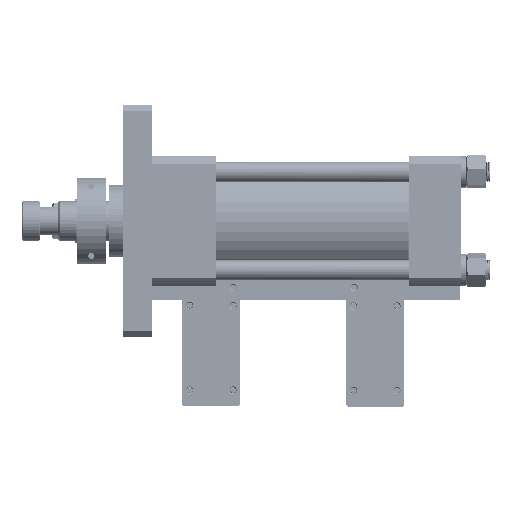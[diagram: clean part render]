
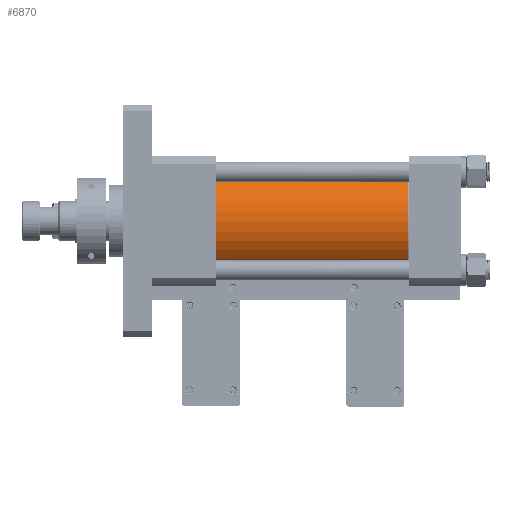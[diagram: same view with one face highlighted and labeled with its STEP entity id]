
A CAD part, front view. The second image highlights one B-rep face of the part: STEP entity #6870.
In plain terms, the highlighted cylindrical face has radius 40 mm (diameter 80 mm), a partial arc.
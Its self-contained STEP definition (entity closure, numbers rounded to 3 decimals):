
#908 = EDGE_LOOP ( 'NONE', ( #6889, #6871, #6873, #55647 ) ) ;
#6706 = VERTEX_POINT ( 'NONE', #54753 ) ;
#6707 = VERTEX_POINT ( 'NONE', #54781 ) ;
#6709 = VERTEX_POINT ( 'NONE', #54734 ) ;
#6718 = VERTEX_POINT ( 'NONE', #54918 ) ;
#6726 = EDGE_CURVE ( 'NONE', #6707, #6718, #54896, .T. ) ;
#6766 = EDGE_CURVE ( 'NONE', #6706, #6709, #55074, .T. ) ;
#6870 = ADVANCED_FACE ( 'NONE', ( #55761 ), #55900, .T. ) ;
#6871 = ORIENTED_EDGE ( 'NONE', *, *, #6891, .T. ) ;
#6873 = ORIENTED_EDGE ( 'NONE', *, *, #6766, .T. ) ;
#6889 = ORIENTED_EDGE ( 'NONE', *, *, #6726, .F. ) ;
#6891 = EDGE_CURVE ( 'NONE', #6707, #6706, #56164, .T. ) ;
#54734 = CARTESIAN_POINT ( 'NONE',  ( 0., 0.5, -40. ) ) ;
#54753 = CARTESIAN_POINT ( 'NONE',  ( 0., 133.5, -40. ) ) ;
#54781 = CARTESIAN_POINT ( 'NONE',  ( 0., 133.5, 40. ) ) ;
#54894 = CARTESIAN_POINT ( 'NONE',  ( 0., 134., 40. ) ) ;
#54896 = LINE ( 'NONE', #54894, #55052 ) ;
#54918 = CARTESIAN_POINT ( 'NONE',  ( 0., 0.5, 40. ) ) ;
#55050 = DIRECTION ( 'NONE',  ( 0., -1., 0. ) ) ;
#55052 = VECTOR ( 'NONE', #55050, 1000. ) ;
#55074 = LINE ( 'NONE', #55315, #55290 ) ;
#55290 = VECTOR ( 'NONE', #55312, 1000. ) ;
#55312 = DIRECTION ( 'NONE',  ( 0., -1., 0. ) ) ;
#55315 = CARTESIAN_POINT ( 'NONE',  ( 0., 134., -40. ) ) ;
#55647 = ORIENTED_EDGE ( 'NONE', *, *, #81258, .T. ) ;
#55761 = FACE_OUTER_BOUND ( 'NONE', #908, .T. ) ;
#55882 = AXIS2_PLACEMENT_3D ( 'NONE', #55930, #55993, #55991 ) ;
#55900 = CYLINDRICAL_SURFACE ( 'NONE', #55882, 40. ) ;
#55930 = CARTESIAN_POINT ( 'NONE',  ( 0., 134., 0. ) ) ;
#55991 = DIRECTION ( 'NONE',  ( 0., 0., -1. ) ) ;
#55993 = DIRECTION ( 'NONE',  ( 0., -1., 0. ) ) ;
#56133 = DIRECTION ( 'NONE',  ( 0., 0., -1. ) ) ;
#56134 = DIRECTION ( 'NONE',  ( 0., -1., 0. ) ) ;
#56136 = CARTESIAN_POINT ( 'NONE',  ( 0., 133.5, 0. ) ) ;
#56155 = AXIS2_PLACEMENT_3D ( 'NONE', #56136, #56134, #56133 ) ;
#56164 = CIRCLE ( 'NONE', #56155, 40. ) ;
#79470 = CARTESIAN_POINT ( 'NONE',  ( 0., 0.5, 0. ) ) ;
#79486 = CIRCLE ( 'NONE', #79528, 40. ) ;
#79528 = AXIS2_PLACEMENT_3D ( 'NONE', #79470, #79612, #79611 ) ;
#79611 = DIRECTION ( 'NONE',  ( 0., 0., -1. ) ) ;
#79612 = DIRECTION ( 'NONE',  ( 0., 1., 0. ) ) ;
#81258 = EDGE_CURVE ( 'NONE', #6709, #6718, #79486, .T. ) ;
